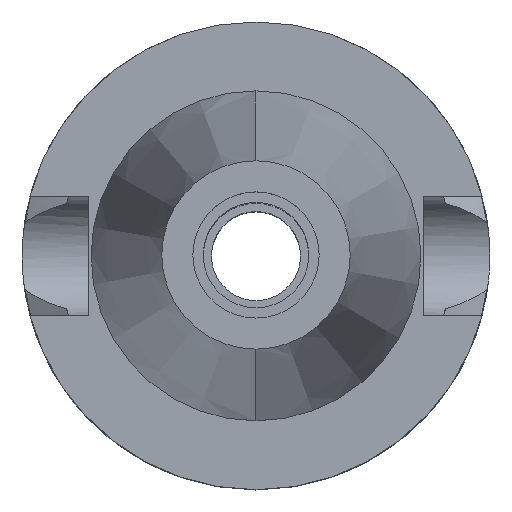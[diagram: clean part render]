
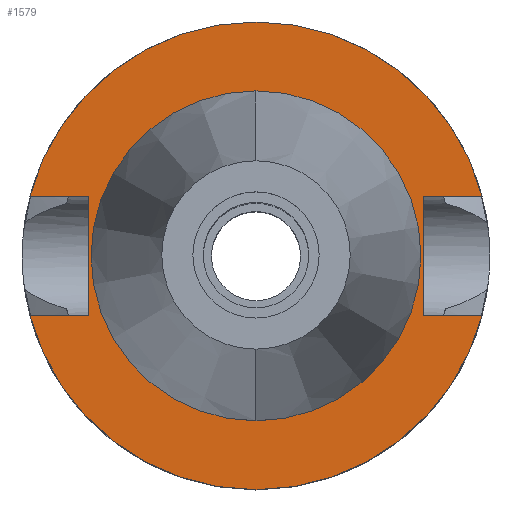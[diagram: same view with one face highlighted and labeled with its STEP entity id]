
A CAD part, top view. The second image highlights one B-rep face of the part: STEP entity #1579.
In plain terms, the highlighted planar face has unit normal (0, 0, 1).
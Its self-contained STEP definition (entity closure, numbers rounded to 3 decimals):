
#94=DIRECTION('',(0.,1.,0.));
#95=VECTOR('',#94,16.1);
#96=CARTESIAN_POINT('',(-22.5,-8.05,-1.));
#97=LINE('',#96,#95);
#101=DIRECTION('',(-1.,0.,0.));
#102=VECTOR('',#101,7.954);
#103=CARTESIAN_POINT('',(-22.5,8.05,-1.));
#104=LINE('',#103,#102);
#108=CARTESIAN_POINT('',(0.,0.,-1.));
#109=DIRECTION('',(0.,0.,-1.));
#110=DIRECTION('',(-0.967,0.256,0.));
#111=AXIS2_PLACEMENT_3D('',#108,#109,#110);
#116=CARTESIAN_POINT('',(0.,0.,-1.));
#117=DIRECTION('',(0.,0.,-1.));
#118=DIRECTION('',(0.,1.,0.));
#119=AXIS2_PLACEMENT_3D('',#116,#117,#118);
#124=DIRECTION('',(0.,-1.,0.));
#125=VECTOR('',#124,16.1);
#126=CARTESIAN_POINT('',(22.5,8.05,-1.));
#127=LINE('',#126,#125);
#131=DIRECTION('',(1.,0.,0.));
#132=VECTOR('',#131,7.954);
#133=CARTESIAN_POINT('',(22.5,-8.05,-1.));
#134=LINE('',#133,#132);
#138=CARTESIAN_POINT('',(0.,0.,-1.));
#139=DIRECTION('',(0.,0.,-1.));
#140=DIRECTION('',(0.967,-0.256,0.));
#141=AXIS2_PLACEMENT_3D('',#138,#139,#140);
#146=CARTESIAN_POINT('',(0.,0.,-1.));
#147=DIRECTION('',(0.,0.,-1.));
#148=DIRECTION('',(0.,-1.,0.));
#149=AXIS2_PLACEMENT_3D('',#146,#147,#148);
#154=CARTESIAN_POINT('',(0.,0.,-1.));
#155=DIRECTION('',(0.,0.,1.));
#156=DIRECTION('',(0.,-1.,0.));
#157=AXIS2_PLACEMENT_3D('',#154,#155,#156);
#162=CARTESIAN_POINT('',(0.,0.,-1.));
#163=DIRECTION('',(0.,0.,1.));
#164=DIRECTION('',(0.,1.,0.));
#165=AXIS2_PLACEMENT_3D('',#162,#163,#164);
#200=DIRECTION('',(-1.,0.,0.));
#201=VECTOR('',#200,7.954);
#202=CARTESIAN_POINT('',(-22.5,-8.05,-1.));
#203=LINE('',#202,#201);
#337=DIRECTION('',(1.,0.,0.));
#338=VECTOR('',#337,7.954);
#339=CARTESIAN_POINT('',(22.5,8.05,-1.));
#340=LINE('',#339,#338);
#1436=CARTESIAN_POINT('',(-22.5,-8.05,-1.));
#1437=VERTEX_POINT('',#1436);
#1438=CARTESIAN_POINT('',(-30.454,-8.05,-1.));
#1439=VERTEX_POINT('',#1438);
#1442=CARTESIAN_POINT('',(-22.5,8.05,-1.));
#1443=VERTEX_POINT('',#1442);
#1444=CARTESIAN_POINT('',(-30.454,8.05,-1.));
#1445=VERTEX_POINT('',#1444);
#1446=CARTESIAN_POINT('',(0.,31.5,-1.));
#1447=CARTESIAN_POINT('',(30.454,8.05,-1.));
#1448=VERTEX_POINT('',#1446);
#1449=VERTEX_POINT('',#1447);
#1450=CARTESIAN_POINT('',(22.5,8.05,-1.));
#1451=VERTEX_POINT('',#1450);
#1452=CARTESIAN_POINT('',(22.5,-8.05,-1.));
#1453=VERTEX_POINT('',#1452);
#1454=CARTESIAN_POINT('',(30.454,-8.05,-1.));
#1455=VERTEX_POINT('',#1454);
#1456=CARTESIAN_POINT('',(0.,-31.5,-1.));
#1457=VERTEX_POINT('',#1456);
#1458=CARTESIAN_POINT('',(0.,-22.225,-1.));
#1459=CARTESIAN_POINT('',(0.,22.225,-1.));
#1460=VERTEX_POINT('',#1458);
#1461=VERTEX_POINT('',#1459);
#1548=CARTESIAN_POINT('',(0.,0.,-1.));
#1549=DIRECTION('',(0.,0.,-1.));
#1550=DIRECTION('',(0.,-1.,0.));
#1551=AXIS2_PLACEMENT_3D('',#1548,#1549,#1550);
#1552=PLANE('',#1551);
#1554=ORIENTED_EDGE('',*,*,#1553,.T.);
#1556=ORIENTED_EDGE('',*,*,#1555,.T.);
#1558=ORIENTED_EDGE('',*,*,#1557,.T.);
#1560=ORIENTED_EDGE('',*,*,#1559,.T.);
#1562=ORIENTED_EDGE('',*,*,#1561,.F.);
#1564=ORIENTED_EDGE('',*,*,#1563,.T.);
#1566=ORIENTED_EDGE('',*,*,#1565,.T.);
#1568=ORIENTED_EDGE('',*,*,#1567,.T.);
#1570=ORIENTED_EDGE('',*,*,#1569,.T.);
#1572=ORIENTED_EDGE('',*,*,#1571,.F.);
#1573=EDGE_LOOP('',(#1554,#1556,#1558,#1560,#1562,#1564,#1566,#1568,#1570,
#1572));
#1574=FACE_OUTER_BOUND('',#1573,.F.);
#1575=ORIENTED_EDGE('',*,*,#1527,.T.);
#1576=ORIENTED_EDGE('',*,*,#1543,.T.);
#1577=EDGE_LOOP('',(#1575,#1576));
#1578=FACE_BOUND('',#1577,.F.);
#112=CIRCLE('',#111,31.5);
#120=CIRCLE('',#119,31.5);
#142=CIRCLE('',#141,31.5);
#150=CIRCLE('',#149,31.5);
#158=CIRCLE('',#157,22.225);
#166=CIRCLE('',#165,22.225);
#1527=EDGE_CURVE('',#1460,#1461,#158,.T.);
#1543=EDGE_CURVE('',#1461,#1460,#166,.T.);
#1553=EDGE_CURVE('',#1437,#1443,#97,.T.);
#1555=EDGE_CURVE('',#1443,#1445,#104,.T.);
#1557=EDGE_CURVE('',#1445,#1448,#112,.T.);
#1559=EDGE_CURVE('',#1448,#1449,#120,.T.);
#1561=EDGE_CURVE('',#1451,#1449,#340,.T.);
#1563=EDGE_CURVE('',#1451,#1453,#127,.T.);
#1565=EDGE_CURVE('',#1453,#1455,#134,.T.);
#1567=EDGE_CURVE('',#1455,#1457,#142,.T.);
#1569=EDGE_CURVE('',#1457,#1439,#150,.T.);
#1571=EDGE_CURVE('',#1437,#1439,#203,.T.);
#1579=ADVANCED_FACE('',(#1574,#1578),#1552,.F.);
